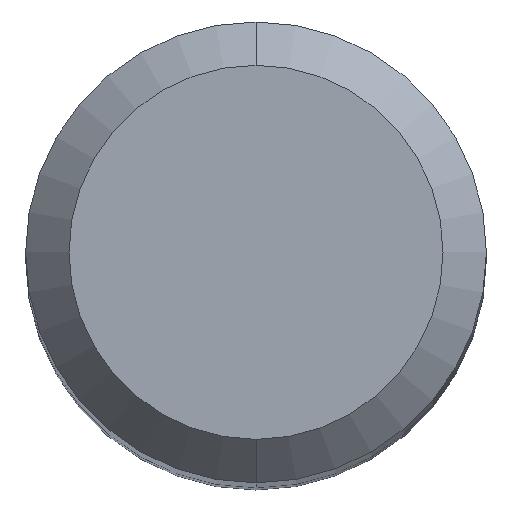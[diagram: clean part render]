
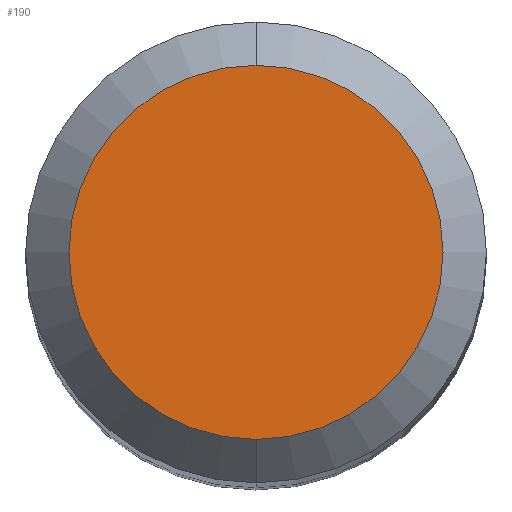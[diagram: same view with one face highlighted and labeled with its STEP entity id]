
A CAD part, top view. The second image highlights one B-rep face of the part: STEP entity #190.
In plain terms, the highlighted planar face has unit normal (0, 0, 1).
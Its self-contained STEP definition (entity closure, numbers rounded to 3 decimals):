
#4 = VERTEX_POINT ( 'NONE', #137 ) ;
#30 = DIRECTION ( 'NONE',  ( 0., 1., 0. ) ) ;
#49 = EDGE_LOOP ( 'NONE', ( #333, #286 ) ) ;
#51 = EDGE_CURVE ( 'NONE', #233, #4, #262, .T. ) ;
#72 = FACE_OUTER_BOUND ( 'NONE', #49, .T. ) ;
#75 = CARTESIAN_POINT ( 'NONE',  ( 0., 0., 79. ) ) ;
#86 = DIRECTION ( 'NONE',  ( 0., 0., -1. ) ) ;
#90 = AXIS2_PLACEMENT_3D ( 'NONE', #133, #211, #210 ) ;
#117 = CARTESIAN_POINT ( 'NONE',  ( 0., 0., 79. ) ) ;
#126 = DIRECTION ( 'NONE',  ( 0., 1., 0. ) ) ;
#128 = DIRECTION ( 'NONE',  ( 0., 0., -1. ) ) ;
#133 = CARTESIAN_POINT ( 'NONE',  ( 0., 0., 79. ) ) ;
#137 = CARTESIAN_POINT ( 'NONE',  ( 0., 3.45, 79. ) ) ;
#152 = AXIS2_PLACEMENT_3D ( 'NONE', #75, #128, #30 ) ;
#190 = ADVANCED_FACE ( 'NONE', ( #72 ), #261, .F. ) ;
#210 = DIRECTION ( 'NONE',  ( 0., 1., 0. ) ) ;
#211 = DIRECTION ( 'NONE',  ( 0., 0., -1. ) ) ;
#218 = AXIS2_PLACEMENT_3D ( 'NONE', #117, #86, #126 ) ;
#233 = VERTEX_POINT ( 'NONE', #247 ) ;
#247 = CARTESIAN_POINT ( 'NONE',  ( 0., -3.45, 79. ) ) ;
#260 = EDGE_CURVE ( 'NONE', #4, #233, #299, .T. ) ;
#261 = PLANE ( 'NONE',  #218 ) ;
#262 = CIRCLE ( 'NONE', #90, 3.45 ) ;
#286 = ORIENTED_EDGE ( 'NONE', *, *, #51, .F. ) ;
#299 = CIRCLE ( 'NONE', #152, 3.45 ) ;
#333 = ORIENTED_EDGE ( 'NONE', *, *, #260, .F. ) ;
